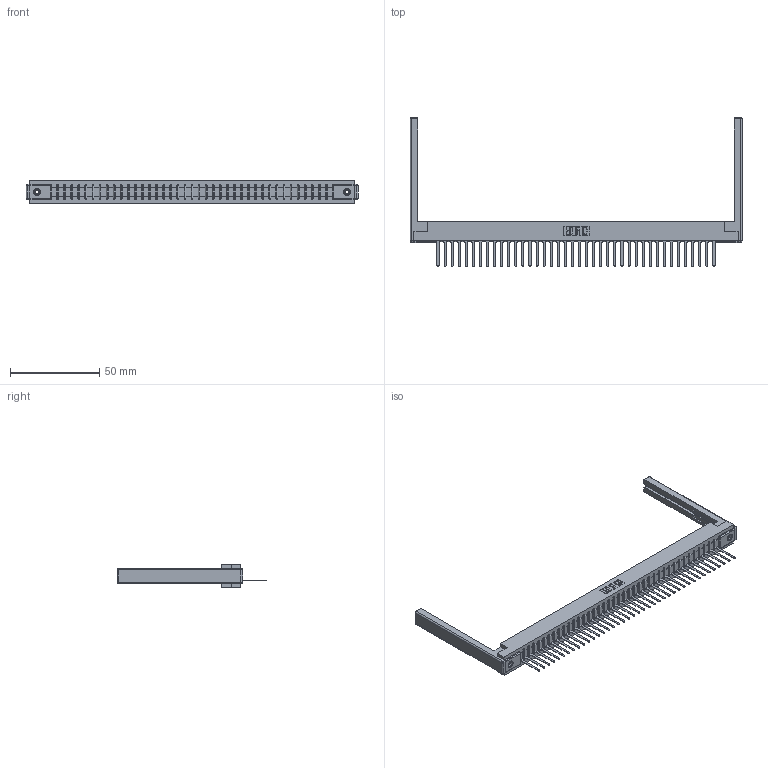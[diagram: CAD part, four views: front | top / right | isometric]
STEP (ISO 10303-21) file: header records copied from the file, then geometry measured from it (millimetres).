
FILE_DESCRIPTION (( 'STEP AP203' ), '1' );
FILE_NAME ('307-040-447-168.STEP', '2020-09-29T09:54:25', ( '' ), ( '' ), 'SwSTEP 2.0', 'SolidWorks 2020', '' );
FILE_SCHEMA (( 'CONFIG_CONTROL_DESIGN' ));
Length unit declared in the file: inch
Products named in the file (5): 307-220-068; 307 Part_.156 Dia Mounting Holes; 307-290-001_547; 307-040-447-168; 345-250-001_345-250-001-102
Assembly tree (45 placements, depth 2):
  307-040-447-168
    307 Part_.156 Dia Mounting Holes
    307-290-001_547  x40
    307-220-068  x2
    345-250-001_345-250-001-102  x2
Bounding box: 185.93 x 83.39 x 12.7 mm (x, y, z)
Volume: 23774.4 mm3; surface area: 25155.4 mm2
Topology: 45 solids, 45 shells, 2553 faces, 7193 edges, 4610 vertices
Faces by surface type: plane 1638, cylinder 809, sphere 90, cone 12, torus 4
Entity records: 37265 total; most frequent: CARTESIAN_POINT 6241, ORIENTED_EDGE 6216, DIRECTION 6088, EDGE_CURVE 3108, VECTOR 2382, LINE 2382, VERTEX_POINT 2006, AXIS2_PLACEMENT_3D 1853
